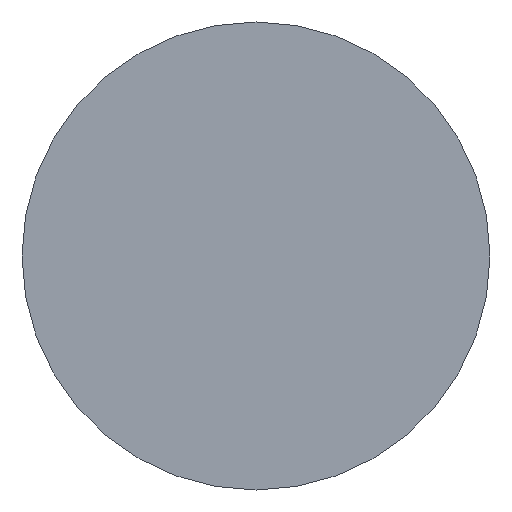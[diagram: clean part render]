
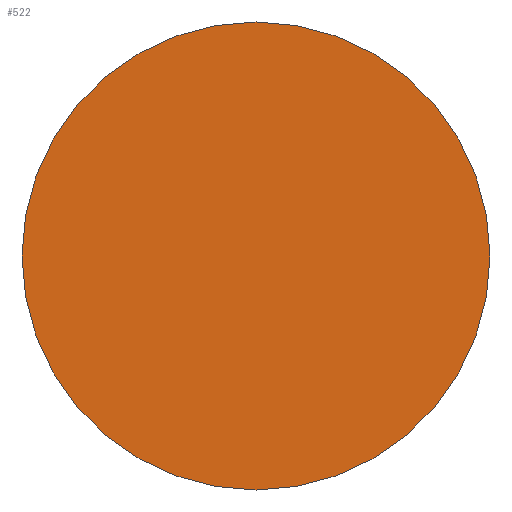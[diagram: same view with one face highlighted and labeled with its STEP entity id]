
A CAD part, front view. The second image highlights one B-rep face of the part: STEP entity #522.
In plain terms, the highlighted planar face has unit normal (0, -1, 0).
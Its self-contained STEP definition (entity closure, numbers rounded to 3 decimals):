
#67=PLANE('',#604);
#95=FACE_OUTER_BOUND('',#129,.T.);
#129=EDGE_LOOP('',(#439,#440));
#185=CIRCLE('',#599,10.);
#186=CIRCLE('',#600,10.);
#234=VERTEX_POINT('',#939);
#235=VERTEX_POINT('',#940);
#304=EDGE_CURVE('',#234,#235,#185,.T.);
#305=EDGE_CURVE('',#235,#234,#186,.T.);
#439=ORIENTED_EDGE('',*,*,#304,.T.);
#440=ORIENTED_EDGE('',*,*,#305,.T.);
#522=ADVANCED_FACE('',(#95),#67,.T.);
#599=AXIS2_PLACEMENT_3D('',#941,#732,#733);
#600=AXIS2_PLACEMENT_3D('',#942,#734,#735);
#604=AXIS2_PLACEMENT_3D('',#950,#743,#744);
#732=DIRECTION('center_axis',(0.,-1.,0.));
#733=DIRECTION('ref_axis',(-1.,0.,0.));
#734=DIRECTION('center_axis',(0.,-1.,0.));
#735=DIRECTION('ref_axis',(-1.,0.,0.));
#743=DIRECTION('center_axis',(0.,-1.,0.));
#744=DIRECTION('ref_axis',(0.,0.,-1.));
#939=CARTESIAN_POINT('',(-10.,0.,0.));
#940=CARTESIAN_POINT('',(10.,0.,0.));
#941=CARTESIAN_POINT('Origin',(0.,0.,0.));
#942=CARTESIAN_POINT('Origin',(0.,0.,0.));
#950=CARTESIAN_POINT('Origin',(-5.,0.,0.));
